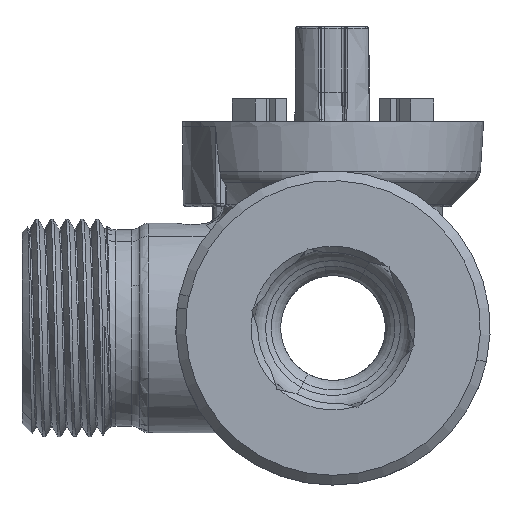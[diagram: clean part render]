
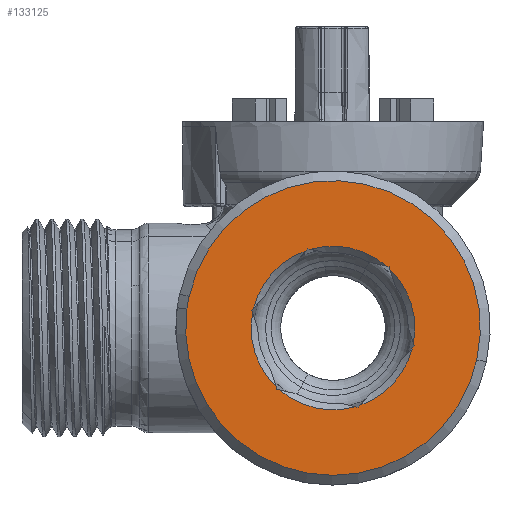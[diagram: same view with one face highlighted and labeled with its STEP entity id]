
A CAD part, front view. The second image highlights one B-rep face of the part: STEP entity #133125.
In plain terms, the highlighted face is planar.
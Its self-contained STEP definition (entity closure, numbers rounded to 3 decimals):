
#132867=CARTESIAN_POINT('Vertex',(-2.,6.558,10.642)) ;
#132870=CARTESIAN_POINT('Axis2P3D Location',(-2.,0.,0.)) ;
#132874=CARTESIAN_POINT('Vertex',(-2.,12.495,0.358)) ;
#132939=CARTESIAN_POINT('Vertex',(-2.,6.351,11.)) ;
#132942=CARTESIAN_POINT('Line Origine',(-2.,6.454,10.821)) ;
#132964=CARTESIAN_POINT('Axis2P3D Location',(-2.,0.,0.)) ;
#132969=CARTESIAN_POINT('Axis2P3D Location',(-2.,0.,0.)) ;
#132973=CARTESIAN_POINT('Vertex',(-2.,22.413,-1.98)) ;
#132975=CARTESIAN_POINT('Vertex',(-2.,22.5,0.)) ;
#132978=CARTESIAN_POINT('Axis2P3D Location',(-2.,0.,0.)) ;
#132982=CARTESIAN_POINT('Vertex',(-2.,-22.5,0.)) ;
#132985=CARTESIAN_POINT('Axis2P3D Location',(-2.,0.,0.)) ;
#132995=CARTESIAN_POINT('Line Origine',(-2.,12.598,-0.179)) ;
#132999=CARTESIAN_POINT('Vertex',(-2.,12.702,0.)) ;
#133001=CARTESIAN_POINT('Vertex',(-2.,12.495,-0.358)) ;
#133004=CARTESIAN_POINT('Line Origine',(-2.,12.598,0.179)) ;
#133009=CARTESIAN_POINT('Line Origine',(-2.,6.144,11.)) ;
#133013=CARTESIAN_POINT('Vertex',(-2.,5.937,11.)) ;
#133016=CARTESIAN_POINT('Axis2P3D Location',(-2.,0.,0.)) ;
#133020=CARTESIAN_POINT('Vertex',(-2.,-5.937,11.)) ;
#133023=CARTESIAN_POINT('Line Origine',(-2.,-6.144,11.)) ;
#133027=CARTESIAN_POINT('Vertex',(-2.,-6.351,11.)) ;
#133030=CARTESIAN_POINT('Line Origine',(-2.,-6.454,10.821)) ;
#133034=CARTESIAN_POINT('Vertex',(-2.,-6.558,10.642)) ;
#133037=CARTESIAN_POINT('Axis2P3D Location',(-2.,0.,0.)) ;
#133041=CARTESIAN_POINT('Vertex',(-2.,-12.495,0.358)) ;
#133044=CARTESIAN_POINT('Line Origine',(-2.,-12.598,0.179)) ;
#133048=CARTESIAN_POINT('Vertex',(-2.,-12.702,0.)) ;
#133051=CARTESIAN_POINT('Line Origine',(-2.,-12.598,-0.179)) ;
#133055=CARTESIAN_POINT('Vertex',(-2.,-12.495,-0.358)) ;
#133058=CARTESIAN_POINT('Axis2P3D Location',(-2.,0.,0.)) ;
#133062=CARTESIAN_POINT('Vertex',(-2.,-6.558,-10.642)) ;
#133065=CARTESIAN_POINT('Line Origine',(-2.,-6.454,-10.821)) ;
#133069=CARTESIAN_POINT('Vertex',(-2.,-6.351,-11.)) ;
#133072=CARTESIAN_POINT('Line Origine',(-2.,-6.144,-11.)) ;
#133076=CARTESIAN_POINT('Vertex',(-2.,-5.937,-11.)) ;
#133079=CARTESIAN_POINT('Axis2P3D Location',(-2.,0.,0.)) ;
#133083=CARTESIAN_POINT('Vertex',(-2.,5.937,-11.)) ;
#133086=CARTESIAN_POINT('Line Origine',(-2.,6.144,-11.)) ;
#133090=CARTESIAN_POINT('Vertex',(-2.,6.351,-11.)) ;
#133093=CARTESIAN_POINT('Line Origine',(-2.,6.454,-10.821)) ;
#133097=CARTESIAN_POINT('Vertex',(-2.,6.558,-10.642)) ;
#133100=CARTESIAN_POINT('Axis2P3D Location',(-2.,0.,0.)) ;
#132871=DIRECTION('Axis2P3D Direction',(-1.,0.,0.)) ;
#132943=DIRECTION('Vector Direction',(0.,0.5,-0.866)) ;
#132965=DIRECTION('Axis2P3D Direction',(1.,0.,0.)) ;
#132966=DIRECTION('Axis2P3D XDirection',(0.,1.,0.)) ;
#132970=DIRECTION('Axis2P3D Direction',(1.,0.,0.)) ;
#132979=DIRECTION('Axis2P3D Direction',(1.,0.,0.)) ;
#132986=DIRECTION('Axis2P3D Direction',(1.,0.,0.)) ;
#132996=DIRECTION('Vector Direction',(0.,-0.5,-0.866)) ;
#133005=DIRECTION('Vector Direction',(0.,0.5,-0.866)) ;
#133010=DIRECTION('Vector Direction',(0.,1.,0.)) ;
#133017=DIRECTION('Axis2P3D Direction',(1.,0.,0.)) ;
#133024=DIRECTION('Vector Direction',(0.,1.,0.)) ;
#133031=DIRECTION('Vector Direction',(0.,0.5,0.866)) ;
#133038=DIRECTION('Axis2P3D Direction',(1.,0.,0.)) ;
#133045=DIRECTION('Vector Direction',(0.,0.5,0.866)) ;
#133052=DIRECTION('Vector Direction',(0.,-0.5,0.866)) ;
#133059=DIRECTION('Axis2P3D Direction',(1.,0.,0.)) ;
#133066=DIRECTION('Vector Direction',(0.,-0.5,0.866)) ;
#133073=DIRECTION('Vector Direction',(0.,-1.,0.)) ;
#133080=DIRECTION('Axis2P3D Direction',(1.,0.,0.)) ;
#133087=DIRECTION('Vector Direction',(0.,-1.,0.)) ;
#133094=DIRECTION('Vector Direction',(0.,-0.5,-0.866)) ;
#133101=DIRECTION('Axis2P3D Direction',(1.,0.,0.)) ;
#132872=AXIS2_PLACEMENT_3D('Circle Axis2P3D',#132870,#132871,$) ;
#132967=AXIS2_PLACEMENT_3D('Plane Axis2P3D',#132964,#132965,#132966) ;
#132971=AXIS2_PLACEMENT_3D('Circle Axis2P3D',#132969,#132970,$) ;
#132980=AXIS2_PLACEMENT_3D('Circle Axis2P3D',#132978,#132979,$) ;
#132987=AXIS2_PLACEMENT_3D('Circle Axis2P3D',#132985,#132986,$) ;
#133018=AXIS2_PLACEMENT_3D('Circle Axis2P3D',#133016,#133017,$) ;
#133039=AXIS2_PLACEMENT_3D('Circle Axis2P3D',#133037,#133038,$) ;
#133060=AXIS2_PLACEMENT_3D('Circle Axis2P3D',#133058,#133059,$) ;
#133081=AXIS2_PLACEMENT_3D('Circle Axis2P3D',#133079,#133080,$) ;
#133102=AXIS2_PLACEMENT_3D('Circle Axis2P3D',#133100,#133101,$) ;
#132991=ORIENTED_EDGE('',*,*,#132977,.F.) ;
#132992=ORIENTED_EDGE('',*,*,#132984,.F.) ;
#132993=ORIENTED_EDGE('',*,*,#132989,.F.) ;
#133106=ORIENTED_EDGE('',*,*,#133003,.F.) ;
#133107=ORIENTED_EDGE('',*,*,#133008,.F.) ;
#133108=ORIENTED_EDGE('',*,*,#132876,.F.) ;
#133109=ORIENTED_EDGE('',*,*,#132946,.F.) ;
#133110=ORIENTED_EDGE('',*,*,#133015,.F.) ;
#133111=ORIENTED_EDGE('',*,*,#133022,.F.) ;
#133112=ORIENTED_EDGE('',*,*,#133029,.F.) ;
#133113=ORIENTED_EDGE('',*,*,#133036,.F.) ;
#133114=ORIENTED_EDGE('',*,*,#133043,.F.) ;
#133115=ORIENTED_EDGE('',*,*,#133050,.F.) ;
#133116=ORIENTED_EDGE('',*,*,#133057,.F.) ;
#133117=ORIENTED_EDGE('',*,*,#133064,.F.) ;
#133118=ORIENTED_EDGE('',*,*,#133071,.F.) ;
#133119=ORIENTED_EDGE('',*,*,#133078,.F.) ;
#133120=ORIENTED_EDGE('',*,*,#133085,.F.) ;
#133121=ORIENTED_EDGE('',*,*,#133092,.F.) ;
#133122=ORIENTED_EDGE('',*,*,#133099,.F.) ;
#133123=ORIENTED_EDGE('',*,*,#133104,.F.) ;
#133124=FACE_BOUND('',#133105,.T.) ;
#132944=VECTOR('Line Direction',#132943,1.) ;
#132997=VECTOR('Line Direction',#132996,1.) ;
#133006=VECTOR('Line Direction',#133005,1.) ;
#133011=VECTOR('Line Direction',#133010,1.) ;
#133025=VECTOR('Line Direction',#133024,1.) ;
#133032=VECTOR('Line Direction',#133031,1.) ;
#133046=VECTOR('Line Direction',#133045,1.) ;
#133053=VECTOR('Line Direction',#133052,1.) ;
#133067=VECTOR('Line Direction',#133066,1.) ;
#133074=VECTOR('Line Direction',#133073,1.) ;
#133088=VECTOR('Line Direction',#133087,1.) ;
#133095=VECTOR('Line Direction',#133094,1.) ;
#133125=ADVANCED_FACE('PartBody',(#132994,#133124),#132968,.F.) ;
#132873=CIRCLE('generated circle',#132872,12.5) ;
#132972=CIRCLE('generated circle',#132971,22.5) ;
#132981=CIRCLE('generated circle',#132980,22.5) ;
#132988=CIRCLE('generated circle',#132987,22.5) ;
#133019=CIRCLE('generated circle',#133018,12.5) ;
#133040=CIRCLE('generated circle',#133039,12.5) ;
#133061=CIRCLE('generated circle',#133060,12.5) ;
#133082=CIRCLE('generated circle',#133081,12.5) ;
#133103=CIRCLE('generated circle',#133102,12.5) ;
#132876=EDGE_CURVE('',#132868,#132875,#132873,.T.) ;
#132946=EDGE_CURVE('',#132940,#132868,#132945,.T.) ;
#132977=EDGE_CURVE('',#132974,#132976,#132972,.T.) ;
#132984=EDGE_CURVE('',#132983,#132974,#132981,.T.) ;
#132989=EDGE_CURVE('',#132976,#132983,#132988,.T.) ;
#133003=EDGE_CURVE('',#133000,#133002,#132998,.T.) ;
#133008=EDGE_CURVE('',#132875,#133000,#133007,.T.) ;
#133015=EDGE_CURVE('',#133014,#132940,#133012,.T.) ;
#133022=EDGE_CURVE('',#133021,#133014,#133019,.F.) ;
#133029=EDGE_CURVE('',#133028,#133021,#133026,.T.) ;
#133036=EDGE_CURVE('',#133035,#133028,#133033,.T.) ;
#133043=EDGE_CURVE('',#133042,#133035,#133040,.F.) ;
#133050=EDGE_CURVE('',#133049,#133042,#133047,.T.) ;
#133057=EDGE_CURVE('',#133056,#133049,#133054,.T.) ;
#133064=EDGE_CURVE('',#133063,#133056,#133061,.F.) ;
#133071=EDGE_CURVE('',#133070,#133063,#133068,.T.) ;
#133078=EDGE_CURVE('',#133077,#133070,#133075,.T.) ;
#133085=EDGE_CURVE('',#133084,#133077,#133082,.F.) ;
#133092=EDGE_CURVE('',#133091,#133084,#133089,.T.) ;
#133099=EDGE_CURVE('',#133098,#133091,#133096,.T.) ;
#133104=EDGE_CURVE('',#133002,#133098,#133103,.F.) ;
#132990=EDGE_LOOP('',(#132991,#132992,#132993)) ;
#133105=EDGE_LOOP('',(#133106,#133107,#133108,#133109,#133110,#133111,#133112,#133113,#133114,#133115,#133116,#133117,#133118,#133119,#133120,#133121,#133122,#133123)) ;
#132994=FACE_OUTER_BOUND('',#132990,.T.) ;
#132945=LINE('Line',#132942,#132944) ;
#132998=LINE('Line',#132995,#132997) ;
#133007=LINE('Line',#133004,#133006) ;
#133012=LINE('Line',#133009,#133011) ;
#133026=LINE('Line',#133023,#133025) ;
#133033=LINE('Line',#133030,#133032) ;
#133047=LINE('Line',#133044,#133046) ;
#133054=LINE('Line',#133051,#133053) ;
#133068=LINE('Line',#133065,#133067) ;
#133075=LINE('Line',#133072,#133074) ;
#133089=LINE('Line',#133086,#133088) ;
#133096=LINE('Line',#133093,#133095) ;
#132968=PLANE('',#132967) ;
#132868=VERTEX_POINT('',#132867) ;
#132875=VERTEX_POINT('',#132874) ;
#132940=VERTEX_POINT('',#132939) ;
#132974=VERTEX_POINT('',#132973) ;
#132976=VERTEX_POINT('',#132975) ;
#132983=VERTEX_POINT('',#132982) ;
#133000=VERTEX_POINT('',#132999) ;
#133002=VERTEX_POINT('',#133001) ;
#133014=VERTEX_POINT('',#133013) ;
#133021=VERTEX_POINT('',#133020) ;
#133028=VERTEX_POINT('',#133027) ;
#133035=VERTEX_POINT('',#133034) ;
#133042=VERTEX_POINT('',#133041) ;
#133049=VERTEX_POINT('',#133048) ;
#133056=VERTEX_POINT('',#133055) ;
#133063=VERTEX_POINT('',#133062) ;
#133070=VERTEX_POINT('',#133069) ;
#133077=VERTEX_POINT('',#133076) ;
#133084=VERTEX_POINT('',#133083) ;
#133091=VERTEX_POINT('',#133090) ;
#133098=VERTEX_POINT('',#133097) ;
